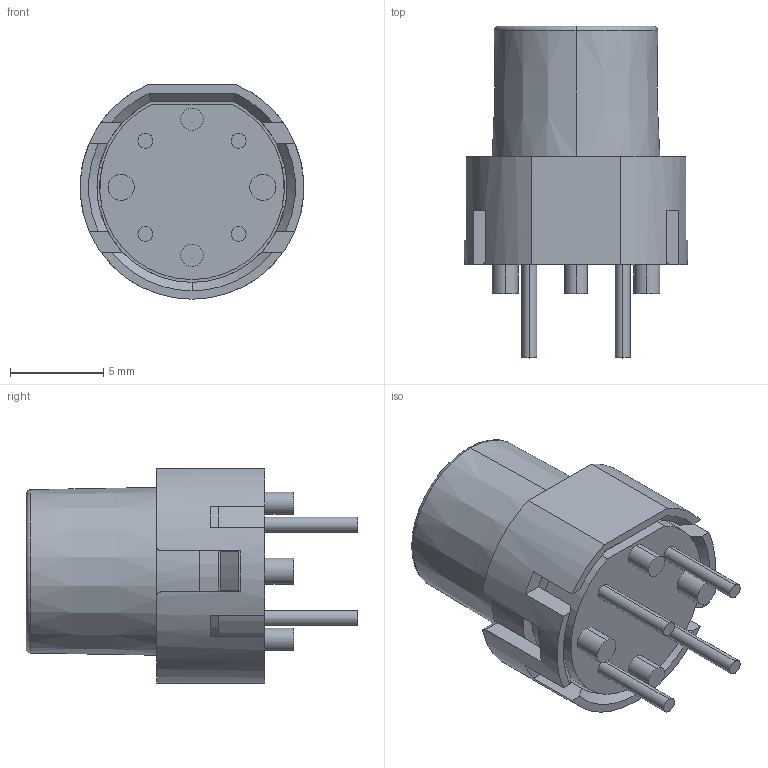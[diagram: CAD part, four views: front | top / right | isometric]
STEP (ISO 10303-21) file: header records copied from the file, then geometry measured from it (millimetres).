
FILE_DESCRIPTION (( 'STEP AP214' ), '1' );
FILE_NAME ('KS-01Q-01.STEP', '2023-03-06T08:07:34', ( '' ), ( '' ), 'SwSTEP 2.0', 'SolidWorks 2021', '' );
FILE_SCHEMA (( 'AUTOMOTIVE_DESIGN' ));
Length unit declared in the file: millimetre
Products named in the file (1): KS-01Q-01
Bounding box: 11.98 x 17.8 x 11.5 mm (x, y, z)
Volume: 1033.2 mm3; surface area: 1064.8 mm2
Topology: 6 solids, 6 shells, 93 faces, 222 edges, 145 vertices
Faces by surface type: plane 51, cylinder 30, cone 10, torus 2
Entity records: 2845 total; most frequent: CARTESIAN_POINT 543, DIRECTION 484, ORIENTED_EDGE 444, EDGE_CURVE 222, AXIS2_PLACEMENT_3D 190, VERTEX_POINT 145, VECTOR 104, LINE 104
